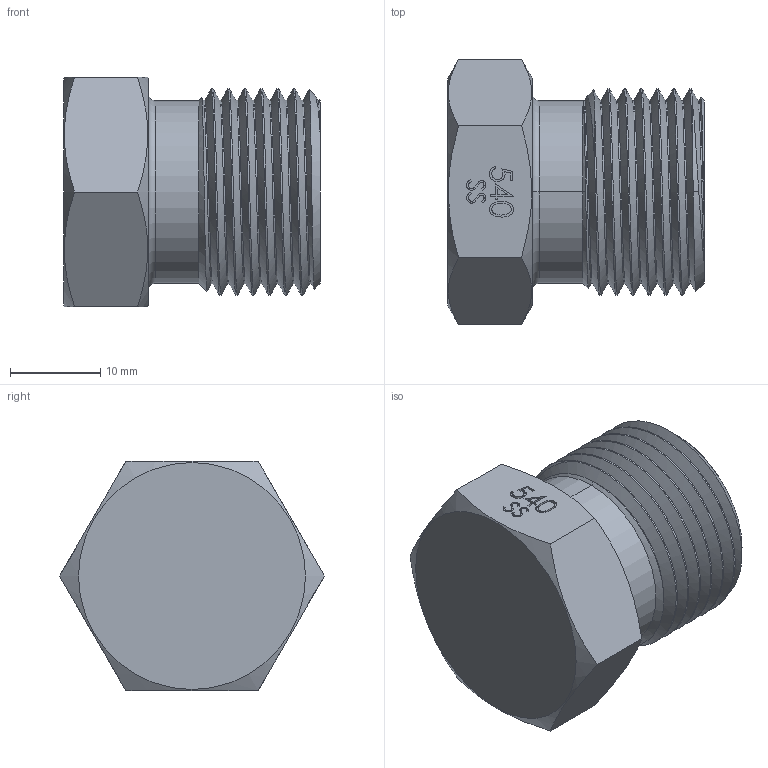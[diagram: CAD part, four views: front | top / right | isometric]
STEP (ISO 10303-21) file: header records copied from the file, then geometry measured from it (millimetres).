
FILE_DESCRIPTION (( 'STEP AP203' ), '1' );
FILE_NAME ('AD-540MSS-BL.STEP', '2025-08-04T15:30:22', ( '' ), ( '' ), 'SwSTEP 2.0', 'SolidWorks 2018', '' );
FILE_SCHEMA (( 'CONFIG_CONTROL_DESIGN' ));
Length unit declared in the file: inch
Products named in the file (1): AD-540MSS-BL
Bounding box: 28.45 x 29.33 x 25.4 mm (x, y, z)
Volume: 10217.1 mm3; surface area: 4228 mm2
Topology: 1 solids, 1 shells, 140 faces, 378 edges, 247 vertices
Faces by surface type: bspline 49, plane 39, cylinder 35, cone 13, torus 4
Entity records: 7883 total; most frequent: CARTESIAN_POINT 4829, ORIENTED_EDGE 752, DIRECTION 412, EDGE_CURVE 376, VERTEX_POINT 247, VECTOR 168, LINE 168, EDGE_LOOP 149
